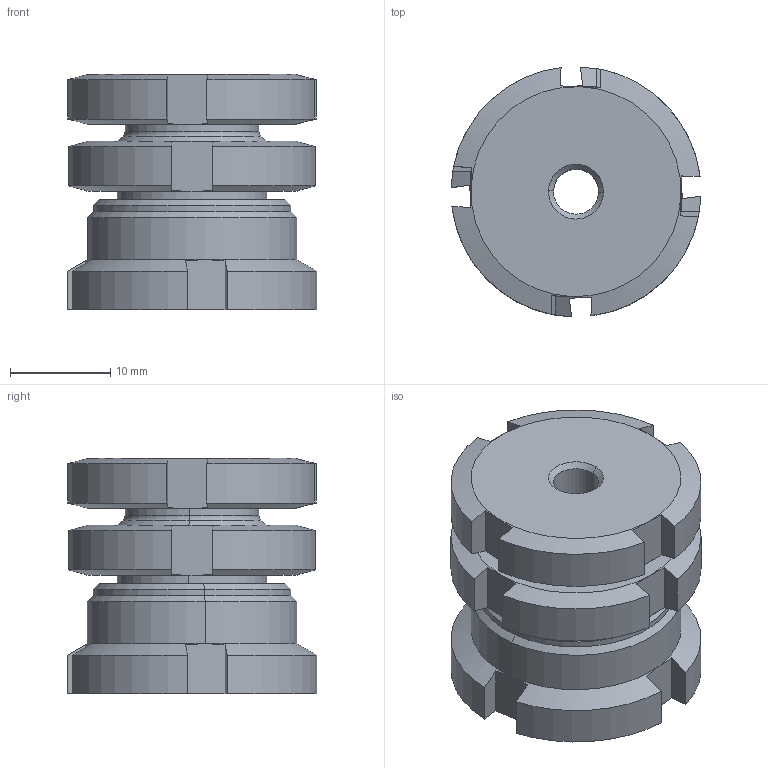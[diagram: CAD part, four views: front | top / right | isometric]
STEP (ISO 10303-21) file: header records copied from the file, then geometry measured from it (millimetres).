
FILE_DESCRIPTION (( 'STEP AP214' ), '1' );
FILE_NAME ('NAEK 15-4.5 0-0.STEP', '2015-08-18T13:48:22', ( '' ), ( '' ), 'SwSTEP 2.0', 'SolidWorks 2015', '' );
FILE_SCHEMA (( 'AUTOMOTIVE_DESIGN' ));
Length unit declared in the file: millimetre
Products named in the file (4): NAEK 15-4.5 0-0; NAE 15 2-0 A1; NAEK 15-4.5 1-0 A1; KM 15-0 A1
Assembly tree (3 placements, depth 2):
  NAEK 15-4.5 0-0
    KM 15-0 A1
    NAE 15 2-0 A1
    NAEK 15-4.5 1-0 A1
Bounding box: 24.98 x 24.98 x 23.52 mm (x, y, z)
Volume: 7866.5 mm3; surface area: 5390.4 mm2
Topology: 3 solids, 3 shells, 122 faces, 286 edges, 172 vertices
Faces by surface type: plane 44, cone 40, cylinder 32, torus 6
Entity records: 3816 total; most frequent: CARTESIAN_POINT 882, ORIENTED_EDGE 572, DIRECTION 568, EDGE_CURVE 286, AXIS2_PLACEMENT_3D 234, VERTEX_POINT 172, EDGE_LOOP 130, ADVANCED_FACE 122
